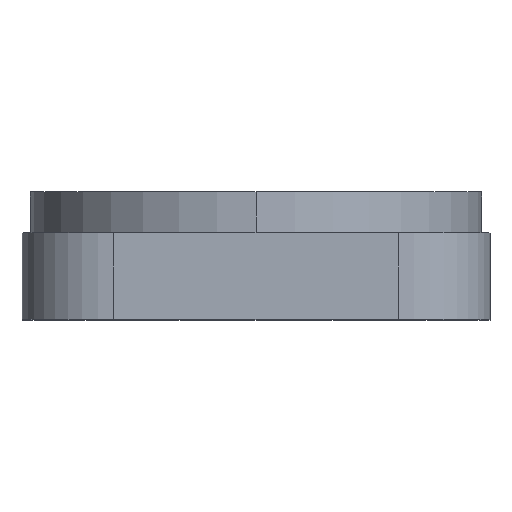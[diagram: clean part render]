
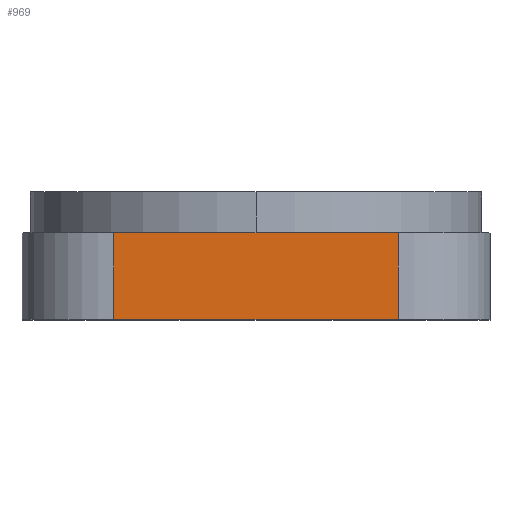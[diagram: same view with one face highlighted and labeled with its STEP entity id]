
A CAD part, top view. The second image highlights one B-rep face of the part: STEP entity #969.
In plain terms, the highlighted planar face has unit normal (0, 0, 1).
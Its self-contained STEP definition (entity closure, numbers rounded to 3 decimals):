
#32 = EDGE_CURVE ( 'NONE', #909, #743, #1433, .T. ) ;
#120 = CARTESIAN_POINT ( 'NONE',  ( -33., 0., 0. ) ) ;
#127 = CARTESIAN_POINT ( 'NONE',  ( -33., 31., 0. ) ) ;
#155 = DIRECTION ( 'NONE',  ( -1., 0., 0. ) ) ;
#163 = ORIENTED_EDGE ( 'NONE', *, *, #1176, .T. ) ;
#299 = VERTEX_POINT ( 'NONE', #127 ) ;
#312 = VERTEX_POINT ( 'NONE', #120 ) ;
#327 = DIRECTION ( 'NONE',  ( 1., 0., 0. ) ) ;
#373 = LINE ( 'NONE', #726, #970 ) ;
#501 = DIRECTION ( 'NONE',  ( 0., 1., 0. ) ) ;
#575 = CARTESIAN_POINT ( 'NONE',  ( 0., 0., 0. ) ) ;
#627 = PLANE ( 'NONE',  #1215 ) ;
#634 = DIRECTION ( 'NONE',  ( 0., 0., -1. ) ) ;
#667 = VECTOR ( 'NONE', #327, 1000. ) ;
#726 = CARTESIAN_POINT ( 'NONE',  ( -33., 31., 0. ) ) ;
#734 = CARTESIAN_POINT ( 'NONE',  ( 0., 31., 0. ) ) ;
#743 = VERTEX_POINT ( 'NONE', #826 ) ;
#747 = DIRECTION ( 'NONE',  ( 1., 0., 0. ) ) ;
#822 = EDGE_LOOP ( 'NONE', ( #163, #1245, #1450, #1373 ) ) ;
#826 = CARTESIAN_POINT ( 'NONE',  ( -135., 0., 0. ) ) ;
#851 = LINE ( 'NONE', #734, #1507 ) ;
#861 = CARTESIAN_POINT ( 'NONE',  ( -135., 31., 0. ) ) ;
#907 = EDGE_CURVE ( 'NONE', #909, #299, #851, .T. ) ;
#909 = VERTEX_POINT ( 'NONE', #861 ) ;
#911 = CARTESIAN_POINT ( 'NONE',  ( -135., 31., 0. ) ) ;
#969 = ADVANCED_FACE ( 'NONE', ( #1151 ), #627, .F. ) ;
#970 = VECTOR ( 'NONE', #501, 1000. ) ;
#1151 = FACE_OUTER_BOUND ( 'NONE', #822, .T. ) ;
#1176 = EDGE_CURVE ( 'NONE', #743, #312, #1202, .T. ) ;
#1202 = LINE ( 'NONE', #575, #667 ) ;
#1215 = AXIS2_PLACEMENT_3D ( 'NONE', #1328, #634, #155 ) ;
#1225 = VECTOR ( 'NONE', #1498, 1000. ) ;
#1245 = ORIENTED_EDGE ( 'NONE', *, *, #1491, .T. ) ;
#1328 = CARTESIAN_POINT ( 'NONE',  ( 0., 31., 0. ) ) ;
#1373 = ORIENTED_EDGE ( 'NONE', *, *, #32, .T. ) ;
#1433 = LINE ( 'NONE', #911, #1225 ) ;
#1450 = ORIENTED_EDGE ( 'NONE', *, *, #907, .F. ) ;
#1491 = EDGE_CURVE ( 'NONE', #312, #299, #373, .T. ) ;
#1498 = DIRECTION ( 'NONE',  ( 0., -1., 0. ) ) ;
#1507 = VECTOR ( 'NONE', #747, 1000. ) ;
